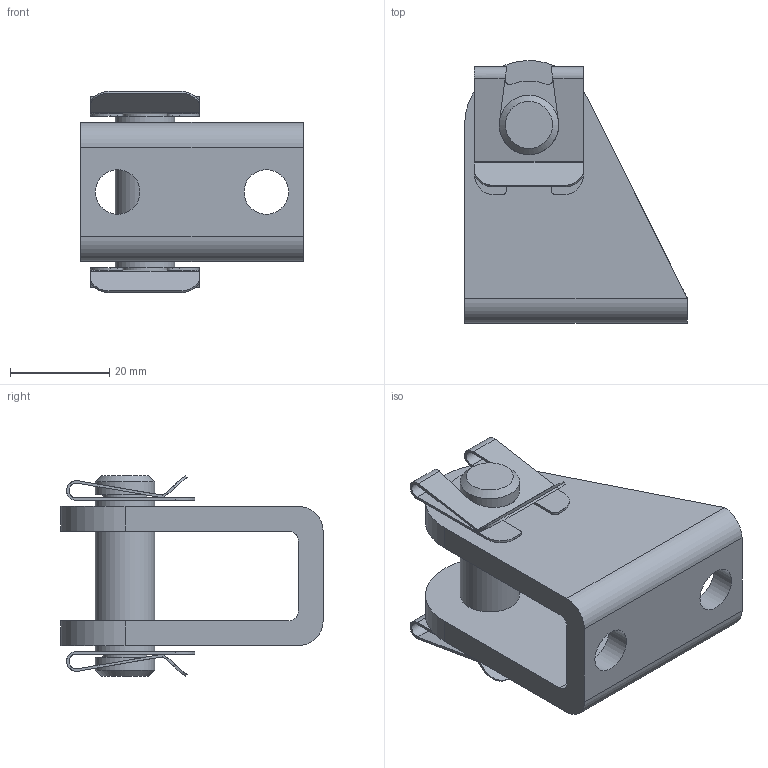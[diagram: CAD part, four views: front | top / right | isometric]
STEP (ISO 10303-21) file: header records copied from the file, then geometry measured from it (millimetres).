
FILE_DESCRIPTION(/* description */ ('STEP AP214'),/* implementation_level */ '2;1');
FILE_NAME(/* name */ '195861_LBN-40',/* time_stamp */ '2024-08-22T10:46:09+02:00',/* author */ ('License CC BY-ND 4.0'),/* organization */ ('CADENAS'),/* preprocessor_version */ 'ST-DEVELOPER v19.3',/* originating_system */ 'PARTsolutions',/* authorisation */ ' ');
FILE_SCHEMA (('AUTOMOTIVE_DESIGN {1 0 10303 214 3 1 1}'));
Length unit declared in the file: millimetre
Products named in the file (4): 195861 LBN-40; 195861 LBN-40---(L); 369468 BZ-12-030,5-AA (40.5); 209821 12 SXN 08 VERZINKT:SL
Assembly tree (4 placements, depth 2):
  195861 LBN-40
    195861 LBN-40---(L)
    369468 BZ-12-030,5-AA (40.5)
    209821 12 SXN 08 VERZINKT:SL  x2
Bounding box: 45 x 52.97 x 40.65 mm (x, y, z)
Volume: 24711.5 mm3; surface area: 14978.5 mm2
Topology: 4 solids, 4 shells, 97 faces, 265 edges, 176 vertices
Faces by surface type: cylinder 49, plane 46, cone 2
Full cylindrical faces by diameter (mm): 9 x4, 12 x5
Entity records: 2053 total; most frequent: DIRECTION 360, CARTESIAN_POINT 332, ORIENTED_EDGE 308, EDGE_CURVE 154, AXIS2_PLACEMENT_3D 136, VERTEX_POINT 108, LINE 88, VECTOR 88
